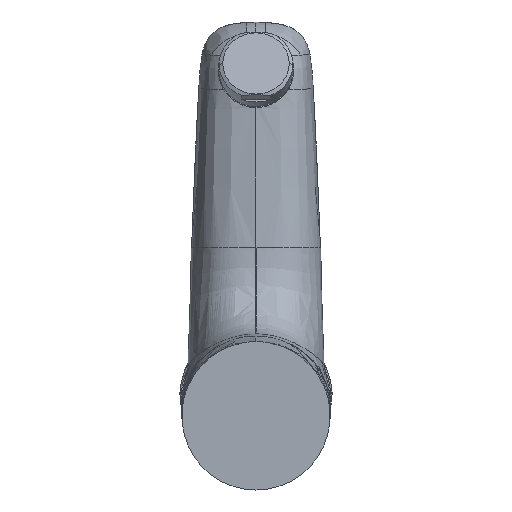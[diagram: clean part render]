
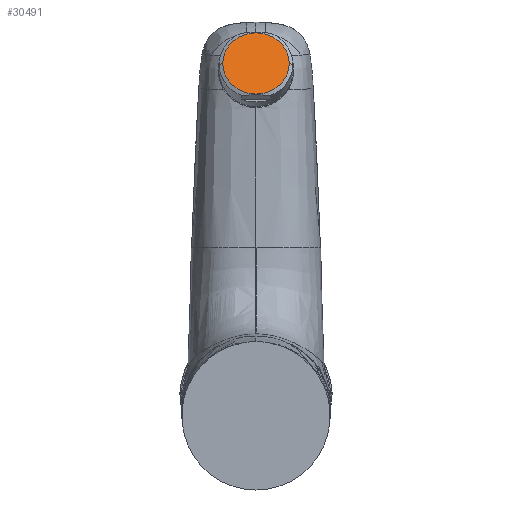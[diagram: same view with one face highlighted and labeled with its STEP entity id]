
A CAD part, front view. The second image highlights one B-rep face of the part: STEP entity #30491.
In plain terms, the highlighted planar face has unit normal (0, -0.92, 0.391).
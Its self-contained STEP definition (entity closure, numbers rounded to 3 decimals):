
#168 = ORIENTED_EDGE ( 'NONE', *, *, #16092, .F. ) ;
#1315 = DIRECTION ( 'NONE',  ( 1., 0., 0. ) ) ;
#1533 = EDGE_LOOP ( 'NONE', ( #168, #15664 ) ) ;
#5937 = EDGE_CURVE ( 'NONE', #27355, #10071, #20208, .T. ) ;
#6177 = AXIS2_PLACEMENT_3D ( 'NONE', #8324, #25869, #10870 ) ;
#6403 = CARTESIAN_POINT ( 'NONE',  ( 228.236, 508.335, 637.219 ) ) ;
#7596 = CARTESIAN_POINT ( 'NONE',  ( 206.636, 508.335, 637.219 ) ) ;
#8324 = CARTESIAN_POINT ( 'NONE',  ( 217.436, 508.335, 637.219 ) ) ;
#10008 = CIRCLE ( 'NONE', #6177, 10.8 ) ;
#10071 = VERTEX_POINT ( 'NONE', #6403 ) ;
#10870 = DIRECTION ( 'NONE',  ( 1., 0., 0. ) ) ;
#12106 = PLANE ( 'NONE',  #19326 ) ;
#14643 = DIRECTION ( 'NONE',  ( -1., 0., 0. ) ) ;
#15088 = FACE_OUTER_BOUND ( 'NONE', #1533, .T. ) ;
#15664 = ORIENTED_EDGE ( 'NONE', *, *, #5937, .F. ) ;
#16092 = EDGE_CURVE ( 'NONE', #10071, #27355, #10008, .T. ) ;
#16467 = DIRECTION ( 'NONE',  ( 0., 0.921, -0.391 ) ) ;
#19326 = AXIS2_PLACEMENT_3D ( 'NONE', #28669, #29602, #14643 ) ;
#20208 = CIRCLE ( 'NONE', #22993, 10.8 ) ;
#22993 = AXIS2_PLACEMENT_3D ( 'NONE', #31442, #16467, #1315 ) ;
#25869 = DIRECTION ( 'NONE',  ( 0., 0.921, -0.391 ) ) ;
#27355 = VERTEX_POINT ( 'NONE', #7596 ) ;
#28669 = CARTESIAN_POINT ( 'NONE',  ( 217.436, 504.115, 627.277 ) ) ;
#29602 = DIRECTION ( 'NONE',  ( 0., -0.921, 0.391 ) ) ;
#30491 = ADVANCED_FACE ( 'NONE', ( #15088 ), #12106, .T. ) ;
#31442 = CARTESIAN_POINT ( 'NONE',  ( 217.436, 508.335, 637.219 ) ) ;
